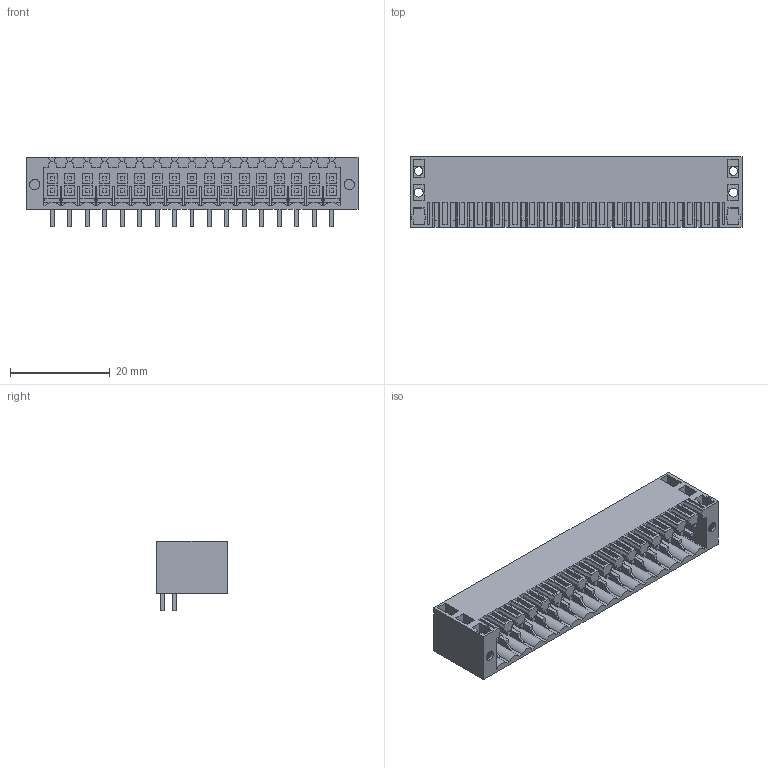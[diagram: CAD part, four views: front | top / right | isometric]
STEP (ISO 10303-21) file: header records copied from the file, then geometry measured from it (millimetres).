
FILE_DESCRIPTION(('CATIA V5 STEP Exchange','CAx-IF Rec.Pracs.--- Model Styling and Organization---1.4--- 2014-01-23'),'2;1');
FILE_NAME ('D1455114_0_1728770000_1728770000.stp','2020-09-24T04:55:07+00:00',('none'),('Weidmueller'),'CATIA Version 5-6 Release 2016 SP3 HF44','CATIA V5 STEP AP214','none');
FILE_SCHEMA(('AUTOMOTIVE_DESIGN { 1 0 10303 214 1 1 1 1 }'));
Length unit declared in the file: millimetre
Products named in the file (1): 1728770000
Bounding box: 66.5 x 14.2 x 14 mm (x, y, z)
Volume: 4610.6 mm3; surface area: 9950.8 mm2
Topology: 1 solids, 1 shells, 1658 faces, 4887 edges, 3342 vertices
Faces by surface type: plane 1608, cylinder 50
Entity records: 52088 total; most frequent: ORIENTED_EDGE 9774, CARTESIAN_POINT 9173, DIRECTION 6722, EDGE_CURVE 4887, VECTOR 4753, LINE 4753, VERTEX_POINT 3342, EDGE_LOOP 1785
